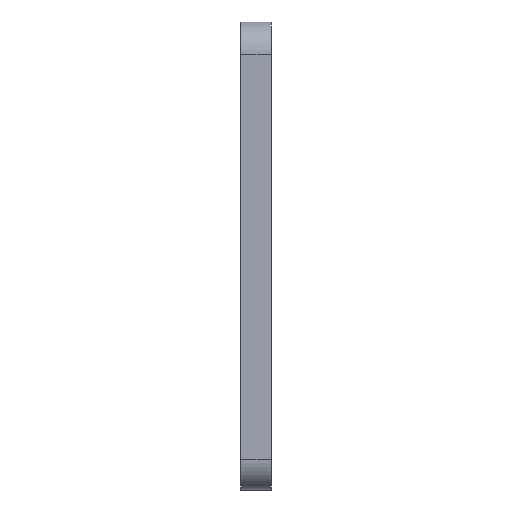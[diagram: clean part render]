
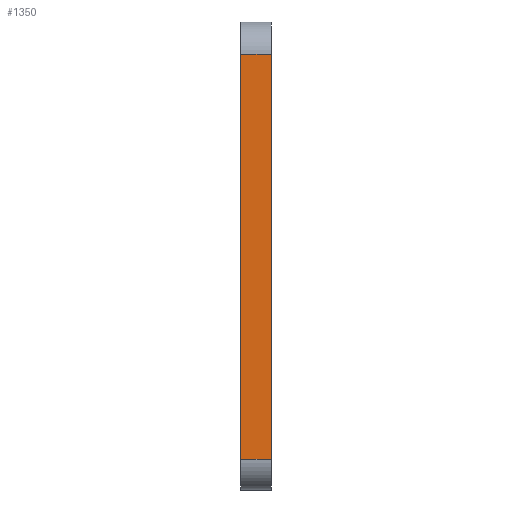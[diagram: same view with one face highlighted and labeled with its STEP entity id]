
A CAD part, left-side view. The second image highlights one B-rep face of the part: STEP entity #1350.
In plain terms, the highlighted planar face has unit normal (-1, 0, 0).
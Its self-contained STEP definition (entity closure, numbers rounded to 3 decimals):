
#316 = ORIENTED_EDGE ( 'NONE', *, *, #7512, .F. ) ;
#532 = VERTEX_POINT ( 'NONE', #3639 ) ;
#709 = DIRECTION ( 'NONE',  ( 0., 0., 1. ) ) ;
#925 = FACE_OUTER_BOUND ( 'NONE', #4226, .T. ) ;
#972 = CARTESIAN_POINT ( 'NONE',  ( -86.797, 3., -39.627 ) ) ;
#1350 = ADVANCED_FACE ( 'NONE', ( #925 ), #2424, .T. ) ;
#1528 = DIRECTION ( 'NONE',  ( 0., 1., 0. ) ) ;
#1747 = CARTESIAN_POINT ( 'NONE',  ( -86.797, -3., -39.627 ) ) ;
#2333 = ORIENTED_EDGE ( 'NONE', *, *, #8551, .F. ) ;
#2424 = PLANE ( 'NONE',  #5506 ) ;
#2715 = CARTESIAN_POINT ( 'NONE',  ( -86.797, -3., -39.627 ) ) ;
#2842 = ORIENTED_EDGE ( 'NONE', *, *, #5916, .T. ) ;
#3119 = DIRECTION ( 'NONE',  ( 0., 0., 1. ) ) ;
#3299 = VECTOR ( 'NONE', #709, 1000. ) ;
#3538 = LINE ( 'NONE', #3542, #5093 ) ;
#3542 = CARTESIAN_POINT ( 'NONE',  ( -86.797, -3., 39.491 ) ) ;
#3599 = DIRECTION ( 'NONE',  ( 0., 0., 1. ) ) ;
#3639 = CARTESIAN_POINT ( 'NONE',  ( -86.797, -3., 39.491 ) ) ;
#4032 = CARTESIAN_POINT ( 'NONE',  ( -86.797, -3., -39.627 ) ) ;
#4091 = VERTEX_POINT ( 'NONE', #8520 ) ;
#4226 = EDGE_LOOP ( 'NONE', ( #316, #2333, #8503, #2842 ) ) ;
#4649 = VECTOR ( 'NONE', #8141, 1000. ) ;
#4860 = LINE ( 'NONE', #2715, #4649 ) ;
#5093 = VECTOR ( 'NONE', #1528, 1000. ) ;
#5173 = LINE ( 'NONE', #8307, #8562 ) ;
#5506 = AXIS2_PLACEMENT_3D ( 'NONE', #1747, #7184, #3119 ) ;
#5916 = EDGE_CURVE ( 'NONE', #532, #4091, #3538, .T. ) ;
#6048 = VERTEX_POINT ( 'NONE', #6423 ) ;
#6423 = CARTESIAN_POINT ( 'NONE',  ( -86.797, -3., -39.627 ) ) ;
#6909 = LINE ( 'NONE', #4032, #3299 ) ;
#7184 = DIRECTION ( 'NONE',  ( -1., 0., 0. ) ) ;
#7512 = EDGE_CURVE ( 'NONE', #8741, #4091, #5173, .T. ) ;
#7849 = EDGE_CURVE ( 'NONE', #6048, #532, #6909, .T. ) ;
#8141 = DIRECTION ( 'NONE',  ( 0., 1., 0. ) ) ;
#8307 = CARTESIAN_POINT ( 'NONE',  ( -86.797, 3., -39.627 ) ) ;
#8503 = ORIENTED_EDGE ( 'NONE', *, *, #7849, .T. ) ;
#8520 = CARTESIAN_POINT ( 'NONE',  ( -86.797, 3., 39.491 ) ) ;
#8551 = EDGE_CURVE ( 'NONE', #6048, #8741, #4860, .T. ) ;
#8562 = VECTOR ( 'NONE', #3599, 1000. ) ;
#8741 = VERTEX_POINT ( 'NONE', #972 ) ;
